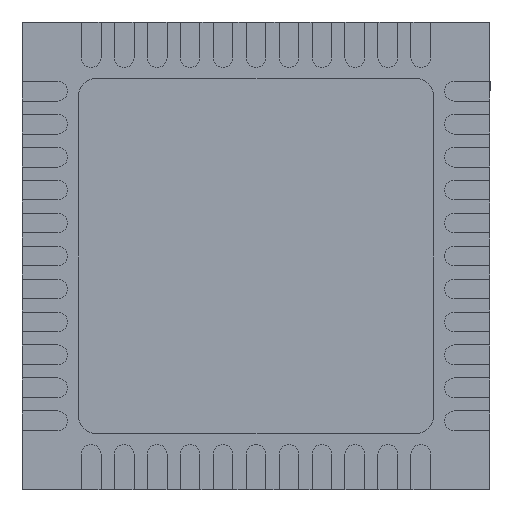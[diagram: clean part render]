
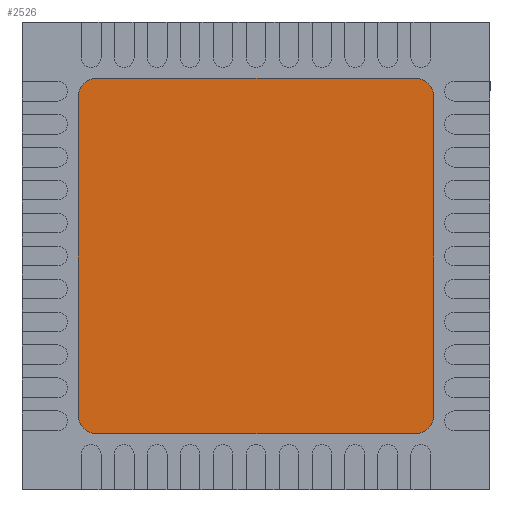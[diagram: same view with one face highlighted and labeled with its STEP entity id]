
A CAD part, front view. The second image highlights one B-rep face of the part: STEP entity #2526.
In plain terms, the highlighted planar face has unit normal (0, -1, 0).
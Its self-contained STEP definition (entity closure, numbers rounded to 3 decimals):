
#56 = AXIS2_PLACEMENT_3D ( 'NONE', #8833, #2140, #12066 ) ;
#124 = CIRCLE ( 'NONE', #577, 0.3 ) ;
#204 = VECTOR ( 'NONE', #7038, 1000. ) ;
#207 = ORIENTED_EDGE ( 'NONE', *, *, #1452, .T. ) ;
#577 = AXIS2_PLACEMENT_3D ( 'NONE', #8012, #13517, #10188 ) ;
#782 = EDGE_CURVE ( 'NONE', #2112, #1686, #2321, .T. ) ;
#1111 = AXIS2_PLACEMENT_3D ( 'NONE', #6834, #2510, #10286 ) ;
#1405 = CARTESIAN_POINT ( 'NONE',  ( 6.25, 0.05, -1.15 ) ) ;
#1452 = EDGE_CURVE ( 'NONE', #2870, #4655, #10965, .T. ) ;
#1500 = DIRECTION ( 'NONE',  ( 0., -1., 0. ) ) ;
#1686 = VERTEX_POINT ( 'NONE', #1405 ) ;
#1694 = PLANE ( 'NONE',  #5176 ) ;
#2112 = VERTEX_POINT ( 'NONE', #12716 ) ;
#2140 = DIRECTION ( 'NONE',  ( 0., -1., 0. ) ) ;
#2226 = ORIENTED_EDGE ( 'NONE', *, *, #782, .T. ) ;
#2321 = LINE ( 'NONE', #4877, #8807 ) ;
#2363 = EDGE_CURVE ( 'NONE', #1686, #4032, #124, .T. ) ;
#2442 = CARTESIAN_POINT ( 'NONE',  ( 5.95, 0.05, -0.85 ) ) ;
#2510 = DIRECTION ( 'NONE',  ( 0., -1., 0. ) ) ;
#2526 = ADVANCED_FACE ( 'NONE', ( #7158 ), #1694, .T. ) ;
#2870 = VERTEX_POINT ( 'NONE', #5119 ) ;
#2987 = VECTOR ( 'NONE', #11156, 1000. ) ;
#3418 = ORIENTED_EDGE ( 'NONE', *, *, #12517, .T. ) ;
#3883 = VERTEX_POINT ( 'NONE', #10908 ) ;
#4032 = VERTEX_POINT ( 'NONE', #12043 ) ;
#4057 = ORIENTED_EDGE ( 'NONE', *, *, #2363, .T. ) ;
#4458 = EDGE_CURVE ( 'NONE', #10403, #3883, #13484, .T. ) ;
#4655 = VERTEX_POINT ( 'NONE', #13104 ) ;
#4877 = CARTESIAN_POINT ( 'NONE',  ( 6.25, 0.05, -5.95 ) ) ;
#4957 = CIRCLE ( 'NONE', #8162, 0.3 ) ;
#5119 = CARTESIAN_POINT ( 'NONE',  ( 0.85, 0.05, -1.15 ) ) ;
#5176 = AXIS2_PLACEMENT_3D ( 'NONE', #14084, #8374, #9606 ) ;
#5353 = CARTESIAN_POINT ( 'NONE',  ( 0.85, 0.05, -1.15 ) ) ;
#5954 = ORIENTED_EDGE ( 'NONE', *, *, #4458, .T. ) ;
#6705 = DIRECTION ( 'NONE',  ( 0., 0., 1. ) ) ;
#6834 = CARTESIAN_POINT ( 'NONE',  ( 1.15, 0.05, -1.15 ) ) ;
#7038 = DIRECTION ( 'NONE',  ( -1., 0., 0. ) ) ;
#7158 = FACE_OUTER_BOUND ( 'NONE', #11011, .T. ) ;
#7301 = VERTEX_POINT ( 'NONE', #10857 ) ;
#7503 = DIRECTION ( 'NONE',  ( 0., 0., -1. ) ) ;
#7987 = EDGE_CURVE ( 'NONE', #4655, #10403, #4957, .T. ) ;
#8012 = CARTESIAN_POINT ( 'NONE',  ( 5.95, 0.05, -1.15 ) ) ;
#8162 = AXIS2_PLACEMENT_3D ( 'NONE', #9356, #1500, #13694 ) ;
#8374 = DIRECTION ( 'NONE',  ( 0., -1., 0. ) ) ;
#8807 = VECTOR ( 'NONE', #6705, 1000. ) ;
#8833 = CARTESIAN_POINT ( 'NONE',  ( 5.95, 0.05, -5.95 ) ) ;
#9099 = CARTESIAN_POINT ( 'NONE',  ( 1.15, 0.05, -6.25 ) ) ;
#9356 = CARTESIAN_POINT ( 'NONE',  ( 1.15, 0.05, -5.95 ) ) ;
#9400 = CIRCLE ( 'NONE', #1111, 0.3 ) ;
#9606 = DIRECTION ( 'NONE',  ( 1., 0., 0. ) ) ;
#10188 = DIRECTION ( 'NONE',  ( 1., 0., 0. ) ) ;
#10229 = CARTESIAN_POINT ( 'NONE',  ( 1.15, 0.05, -6.25 ) ) ;
#10286 = DIRECTION ( 'NONE',  ( 1., 0., 0. ) ) ;
#10403 = VERTEX_POINT ( 'NONE', #9099 ) ;
#10449 = VECTOR ( 'NONE', #7503, 1000. ) ;
#10857 = CARTESIAN_POINT ( 'NONE',  ( 1.15, 0.05, -0.85 ) ) ;
#10908 = CARTESIAN_POINT ( 'NONE',  ( 5.95, 0.05, -6.25 ) ) ;
#10965 = LINE ( 'NONE', #5353, #10449 ) ;
#11011 = EDGE_LOOP ( 'NONE', ( #3418, #207, #11130, #5954, #11863, #2226, #4057, #13185 ) ) ;
#11130 = ORIENTED_EDGE ( 'NONE', *, *, #7987, .T. ) ;
#11156 = DIRECTION ( 'NONE',  ( 1., 0., 0. ) ) ;
#11863 = ORIENTED_EDGE ( 'NONE', *, *, #12765, .T. ) ;
#12001 = CIRCLE ( 'NONE', #56, 0.3 ) ;
#12043 = CARTESIAN_POINT ( 'NONE',  ( 5.95, 0.05, -0.85 ) ) ;
#12066 = DIRECTION ( 'NONE',  ( 1., 0., 0. ) ) ;
#12227 = LINE ( 'NONE', #2442, #204 ) ;
#12517 = EDGE_CURVE ( 'NONE', #7301, #2870, #9400, .T. ) ;
#12518 = EDGE_CURVE ( 'NONE', #4032, #7301, #12227, .T. ) ;
#12716 = CARTESIAN_POINT ( 'NONE',  ( 6.25, 0.05, -5.95 ) ) ;
#12765 = EDGE_CURVE ( 'NONE', #3883, #2112, #12001, .T. ) ;
#13104 = CARTESIAN_POINT ( 'NONE',  ( 0.85, 0.05, -5.95 ) ) ;
#13185 = ORIENTED_EDGE ( 'NONE', *, *, #12518, .T. ) ;
#13484 = LINE ( 'NONE', #10229, #2987 ) ;
#13517 = DIRECTION ( 'NONE',  ( 0., -1., 0. ) ) ;
#13694 = DIRECTION ( 'NONE',  ( 1., 0., 0. ) ) ;
#14084 = CARTESIAN_POINT ( 'NONE',  ( 1.15, 0.05, -1.15 ) ) ;
